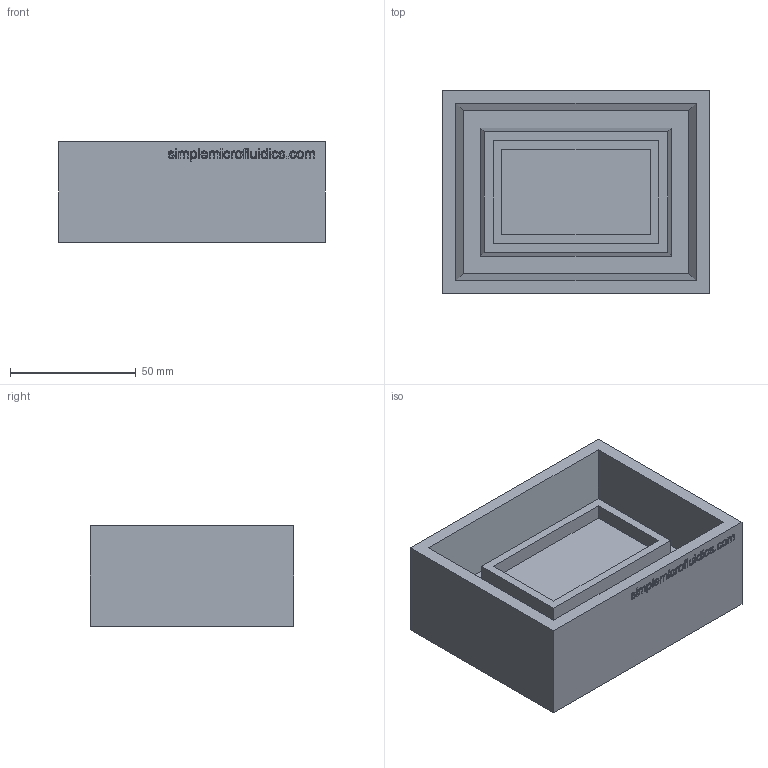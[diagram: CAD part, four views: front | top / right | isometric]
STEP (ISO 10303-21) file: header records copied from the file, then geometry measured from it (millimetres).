
FILE_DESCRIPTION(/* description */ (''),/* implementation_level */ '2;1');
FILE_NAME(/* name */ 'Template Mold PDMS Casting Moldception v23.step',/* time_stamp */ '2021-05-12T18:34:14+08:00',/* author */ (''),/* organization */ (''),/* preprocessor_version */ 'ST-DEVELOPER v18.1',/* originating_system */ 'Autodesk Translation Framework v10.6.0.1341',/* authorisation */ '');
FILE_SCHEMA (('AUTOMOTIVE_DESIGN { 1 0 10303 214 3 1 1 }'));
Length unit declared in the file: millimetre
Products named in the file (1): Template Mold PDMS Casting Moldception
Bounding box: 106 x 81 x 40 mm (x, y, z)
Volume: 161491.2 mm3; surface area: 51890.7 mm2
Topology: 1 solids, 1 shells, 464 faces, 1275 edges, 850 vertices
Faces by surface type: bspline 275, plane 189
Entity records: 15030 total; most frequent: CARTESIAN_POINT 5065, ORIENTED_EDGE 2550, EDGE_CURVE 1275, DIRECTION 1105, VERTEX_POINT 850, LINE 725, VECTOR 725, B_SPLINE_CURVE_WITH_KNOTS 550
